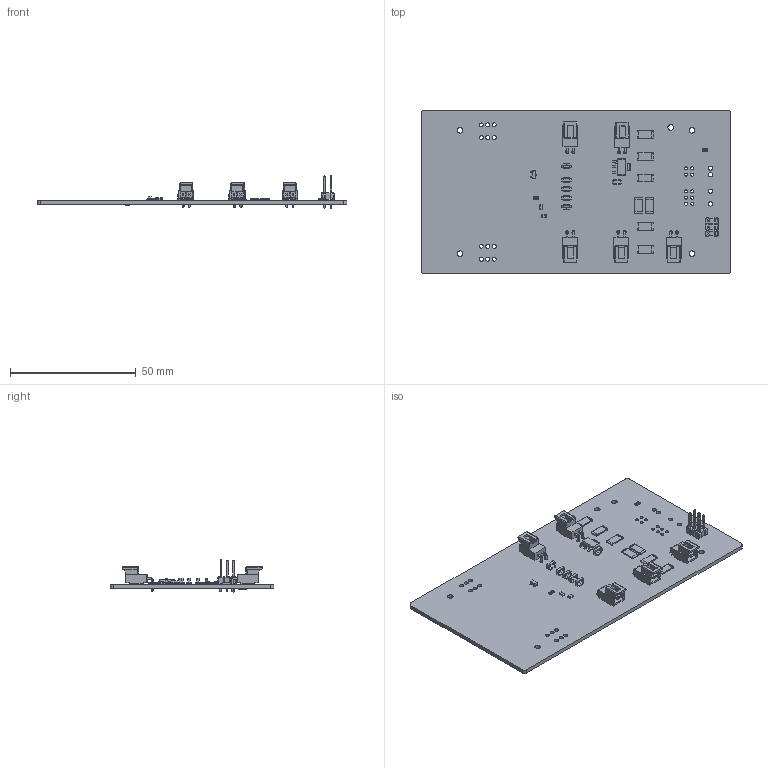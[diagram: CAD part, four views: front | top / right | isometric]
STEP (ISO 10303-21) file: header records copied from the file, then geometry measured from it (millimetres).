
FILE_DESCRIPTION(('KiCad electronic assembly'),'2;1');
FILE_NAME('lv_bms_2.step','2021-10-28T00:43:43',('An Author'),( 'A Company'),'Open CASCADE STEP processor 6.9', 'KiCad to STEP converter','Unknown');
FILE_SCHEMA(('AUTOMOTIVE_DESIGN { 1 0 10303 214 1 1 1 1 }'));
Length unit declared in the file: millimetre
Products named in the file (20): Open CASCADE STEP translator 6.9 1; SOT-23; SOLID; Fuse_1206_3216Metric; 5019--3DModel-STEP-56544; res0805; R_2512_OEM; SOT223; COMPOUND; Molex_NanoFit_1x02x2_50mm_Angled_OEM001; Header_Straight_2x3; C_0805; SHELL
Assembly tree (42 placements, depth 3):
  Open CASCADE STEP translator 6.9 1
    SOT-23
      SOLID
    Fuse_1206_3216Metric
      SOLID
    5019--3DModel-STEP-56544  x6
      SOLID
    res0805  x4
      SOLID
    R_2512_OEM  x7
      SOLID
    SOT223
      COMPOUND
    Molex_NanoFit_1x02x2_50mm_Angled_OEM001  x5
      COMPOUND
    Header_Straight_2x3
      COMPOUND
    C_0805  x6
      SHELL
    COMPOUND
Bounding box: 122.94 x 65.02 x 12.72 mm (x, y, z)
Volume: 13640.4 mm3; surface area: 20464.2 mm2
Topology: 39 solids, 45 shells, 1912 faces, 4929 edges, 3113 vertices
Faces by surface type: plane 1192, cylinder 365, bspline 241, sphere 42, cone 40, torus 32
Full cylindrical faces by diameter (mm): 1.016 x6, 1.2 x20, 1.475 x2, 1.6 x20, 1.7 x4, 2.2 x5
Entity records: 53891 total; most frequent: CARTESIAN_POINT 16589, DIRECTION 5200, ORIENTED_EDGE 3678, PCURVE 3678, DEFINITIONAL_REPRESENTATION 3678, LINE 2949, VECTOR 2949, B_SPLINE_CURVE_WITH_KNOTS 1927
